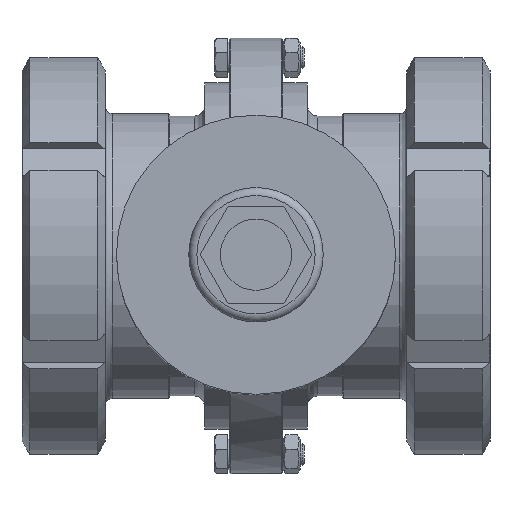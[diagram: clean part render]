
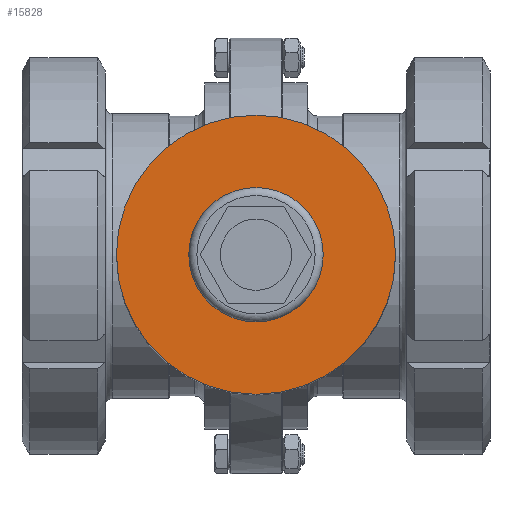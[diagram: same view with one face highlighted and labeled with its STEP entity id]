
A CAD part, top view. The second image highlights one B-rep face of the part: STEP entity #15828.
In plain terms, the highlighted planar face has unit normal (0, 0, 1).
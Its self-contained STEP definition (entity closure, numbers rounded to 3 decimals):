
#15801=CARTESIAN_POINT('',(0.,0.,273.0));
#15802=DIRECTION('',(0.0,0.0,-1.0));
#15803=DIRECTION('',(1.0,0.0,0.0));
#15804=AXIS2_PLACEMENT_3D('',#15801,#15802,#15803);
#15805=PLANE('',#15804);
#15806=CARTESIAN_POINT('',(-51.9,0.,273.0));
#15807=VERTEX_POINT('',#15806);
#15808=CARTESIAN_POINT('',(0.,0.,273.0));
#15809=DIRECTION('',(0.0,0.0,-1.0));
#15810=DIRECTION('',(1.0,0.0,0.0));
#15811=AXIS2_PLACEMENT_3D('',#15808,#15809,#15810);
#15812=CIRCLE('',#15811,51.9);
#15813=EDGE_CURVE('',#15807,#15807,#15812,.T.);
#15814=ORIENTED_EDGE('',*,*,#15813,.F.);
#15815=EDGE_LOOP('',(#15814));
#15816=FACE_OUTER_BOUND('',#15815,.T.);
#15817=CARTESIAN_POINT('',(0.,-25.,273.0));
#15818=VERTEX_POINT('',#15817);
#15819=CARTESIAN_POINT('',(0.,0.,273.0));
#15820=DIRECTION('',(0.0,0.0,-1.0));
#15821=DIRECTION('',(0.0,-1.0,0.0));
#15822=AXIS2_PLACEMENT_3D('',#15819,#15820,#15821);
#15823=CIRCLE('',#15822,25.0);
#15824=EDGE_CURVE('',#15818,#15818,#15823,.T.);
#15825=ORIENTED_EDGE('',*,*,#15824,.T.);
#15826=EDGE_LOOP('',(#15825));
#15827=FACE_BOUND('',#15826,.T.);
#15828=ADVANCED_FACE('',(#15816,#15827),#15805,.F.);
